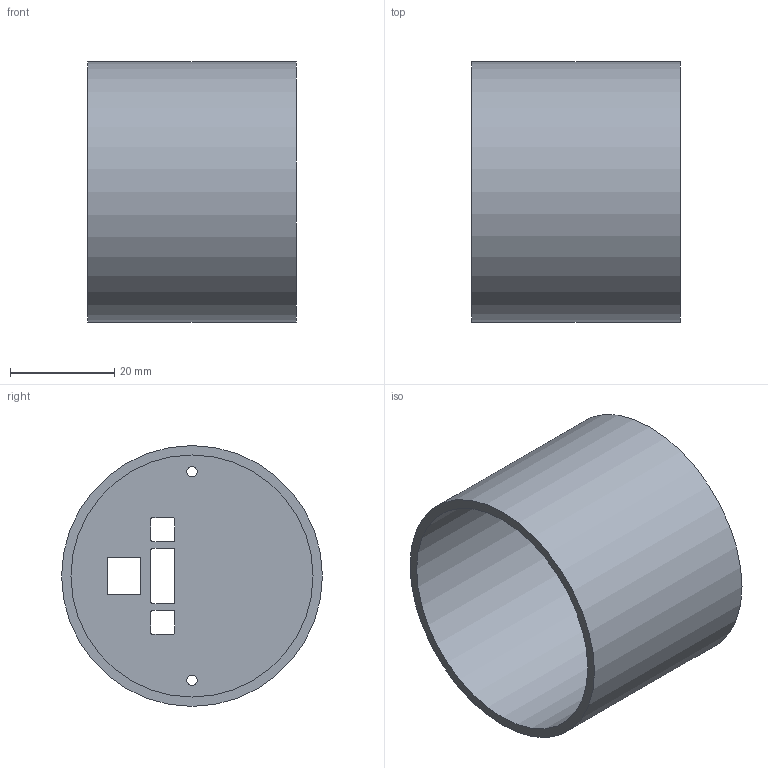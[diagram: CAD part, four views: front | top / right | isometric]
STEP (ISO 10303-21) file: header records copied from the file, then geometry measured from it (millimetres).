
FILE_DESCRIPTION(/* description */ (''),/* implementation_level */ '2;1');
FILE_NAME(/* name */ 'esp32-capcloser.step',/* time_stamp */ '2024-06-05T10:23:38+10:00',/* author */ (''),/* organization */ (''),/* preprocessor_version */ 'ST-DEVELOPER v20',/* originating_system */ 'Autodesk Translation Framework v13.14.0.145',/* authorisation */ '');
FILE_SCHEMA (('AUTOMOTIVE_DESIGN { 1 0 10303 214 3 1 1 }'));
Length unit declared in the file: millimetre
Products named in the file (2): esp32-board; cap-closer
Assembly tree (1 placements, depth 2):
  esp32-board
    cap-closer
Bounding box: 40 x 50 x 50 mm (x, y, z)
Volume: 13998.4 mm3; surface area: 15673.2 mm2
Topology: 1 solids, 1 shells, 35 faces, 96 edges, 64 vertices
Faces by surface type: plane 19, cylinder 16
Full cylindrical faces by diameter (mm): 2 x2, 46.4 x1, 50 x1
Entity records: 1199 total; most frequent: DIRECTION 204, CARTESIAN_POINT 198, ORIENTED_EDGE 192, EDGE_CURVE 96, AXIS2_PLACEMENT_3D 70, LINE 64, VECTOR 64, VERTEX_POINT 64
